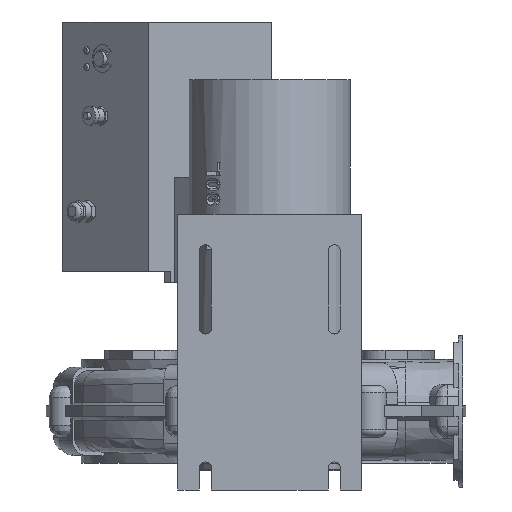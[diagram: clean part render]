
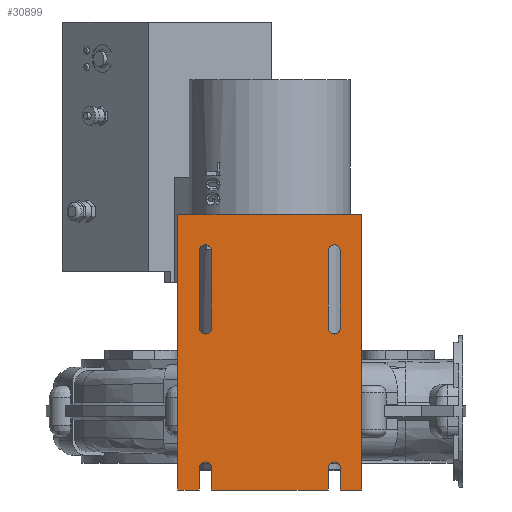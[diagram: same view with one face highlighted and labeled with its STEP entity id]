
A CAD part, front view. The second image highlights one B-rep face of the part: STEP entity #30899.
In plain terms, the highlighted planar face has unit normal (0, -1, 0).
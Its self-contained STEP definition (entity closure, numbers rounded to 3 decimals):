
#30411=CARTESIAN_POINT('',(76.5,-305.,6.));
#30412=VERTEX_POINT('',#30411);
#30413=CARTESIAN_POINT('',(63.5,-305.,6.));
#30414=VERTEX_POINT('',#30413);
#30415=CARTESIAN_POINT('',(70.,-305.,6.));
#30416=DIRECTION('',(0.0,1.0,0.0));
#30417=DIRECTION('',(1.0,0.0,0.0));
#30418=AXIS2_PLACEMENT_3D('',#30415,#30416,#30417);
#30419=CIRCLE('',#30418,6.5);
#30420=EDGE_CURVE('',#30412,#30414,#30419,.T.);
#30443=CARTESIAN_POINT('',(63.5,-305.,90.0));
#30444=VERTEX_POINT('',#30443);
#30445=CARTESIAN_POINT('',(63.5,-305.,6.));
#30446=DIRECTION('',(0.0,0.0,1.0));
#30447=VECTOR('',#30446,84.0);
#30448=LINE('',#30445,#30447);
#30449=EDGE_CURVE('',#30414,#30444,#30448,.T.);
#30467=CARTESIAN_POINT('',(76.5,-305.,90.0));
#30468=VERTEX_POINT('',#30467);
#30469=CARTESIAN_POINT('',(70.,-305.,90.0));
#30470=DIRECTION('',(0.0,1.0,0.0));
#30471=DIRECTION('',(-1.0,0.0,0.0));
#30472=AXIS2_PLACEMENT_3D('',#30469,#30470,#30471);
#30473=CIRCLE('',#30472,6.5);
#30474=EDGE_CURVE('',#30444,#30468,#30473,.T.);
#30492=CARTESIAN_POINT('',(76.5,-305.,90.0));
#30493=DIRECTION('',(0.0,0.0,-1.0));
#30494=VECTOR('',#30493,84.0);
#30495=LINE('',#30492,#30494);
#30496=EDGE_CURVE('',#30468,#30412,#30495,.T.);
#30509=CARTESIAN_POINT('',(-76.5,-305.,90.0));
#30510=VERTEX_POINT('',#30509);
#30511=CARTESIAN_POINT('',(-63.5,-305.,90.0));
#30512=VERTEX_POINT('',#30511);
#30513=CARTESIAN_POINT('',(-70.,-305.,90.0));
#30514=DIRECTION('',(0.0,1.0,0.0));
#30515=DIRECTION('',(1.0,0.0,0.0));
#30516=AXIS2_PLACEMENT_3D('',#30513,#30514,#30515);
#30517=CIRCLE('',#30516,6.5);
#30518=EDGE_CURVE('',#30510,#30512,#30517,.T.);
#30541=CARTESIAN_POINT('',(-63.5,-305.,6.));
#30542=VERTEX_POINT('',#30541);
#30543=CARTESIAN_POINT('',(-63.5,-305.,90.0));
#30544=DIRECTION('',(0.0,0.0,-1.0));
#30545=VECTOR('',#30544,84.0);
#30546=LINE('',#30543,#30545);
#30547=EDGE_CURVE('',#30512,#30542,#30546,.T.);
#30565=CARTESIAN_POINT('',(-76.5,-305.,6.));
#30566=VERTEX_POINT('',#30565);
#30567=CARTESIAN_POINT('',(-70.,-305.,6.));
#30568=DIRECTION('',(0.0,1.0,0.0));
#30569=DIRECTION('',(-1.0,0.0,0.0));
#30570=AXIS2_PLACEMENT_3D('',#30567,#30568,#30569);
#30571=CIRCLE('',#30570,6.5);
#30572=EDGE_CURVE('',#30542,#30566,#30571,.T.);
#30590=CARTESIAN_POINT('',(-76.5,-305.,6.));
#30591=DIRECTION('',(0.0,0.0,1.0));
#30592=VECTOR('',#30591,84.0);
#30593=LINE('',#30590,#30592);
#30594=EDGE_CURVE('',#30566,#30510,#30593,.T.);
#30607=CARTESIAN_POINT('',(100.,-305.,-170.0));
#30608=VERTEX_POINT('',#30607);
#30609=CARTESIAN_POINT('',(76.5,-305.,-170.0));
#30610=VERTEX_POINT('',#30609);
#30611=CARTESIAN_POINT('',(100.,-305.,-170.0));
#30612=DIRECTION('',(-1.0,0.0,0.0));
#30613=VECTOR('',#30612,23.5);
#30614=LINE('',#30611,#30613);
#30615=EDGE_CURVE('',#30608,#30610,#30614,.T.);
#30638=CARTESIAN_POINT('',(76.5,-305.,-146.0));
#30639=VERTEX_POINT('',#30638);
#30640=CARTESIAN_POINT('',(76.5,-305.,-170.0));
#30641=DIRECTION('',(0.0,0.0,1.0));
#30642=VECTOR('',#30641,24.0);
#30643=LINE('',#30640,#30642);
#30644=EDGE_CURVE('',#30610,#30639,#30643,.T.);
#30662=CARTESIAN_POINT('',(63.5,-305.,-146.0));
#30663=VERTEX_POINT('',#30662);
#30664=CARTESIAN_POINT('',(70.,-305.,-146.0));
#30665=DIRECTION('',(0.0,-1.0,0.0));
#30666=DIRECTION('',(-1.0,0.0,0.0));
#30667=AXIS2_PLACEMENT_3D('',#30664,#30665,#30666);
#30668=CIRCLE('',#30667,6.5);
#30669=EDGE_CURVE('',#30639,#30663,#30668,.T.);
#30687=CARTESIAN_POINT('',(63.5,-305.,-170.0));
#30688=VERTEX_POINT('',#30687);
#30689=CARTESIAN_POINT('',(63.5,-305.,-146.0));
#30690=DIRECTION('',(0.0,0.0,-1.0));
#30691=VECTOR('',#30690,24.0);
#30692=LINE('',#30689,#30691);
#30693=EDGE_CURVE('',#30663,#30688,#30692,.T.);
#30711=CARTESIAN_POINT('',(-63.5,-305.,-170.0));
#30712=VERTEX_POINT('',#30711);
#30713=CARTESIAN_POINT('',(63.5,-305.,-170.0));
#30714=DIRECTION('',(-1.0,0.0,0.0));
#30715=VECTOR('',#30714,127.0);
#30716=LINE('',#30713,#30715);
#30717=EDGE_CURVE('',#30688,#30712,#30716,.T.);
#30735=CARTESIAN_POINT('',(-63.5,-305.,-146.0));
#30736=VERTEX_POINT('',#30735);
#30737=CARTESIAN_POINT('',(-63.5,-305.,-170.0));
#30738=DIRECTION('',(0.0,0.0,1.0));
#30739=VECTOR('',#30738,24.0);
#30740=LINE('',#30737,#30739);
#30741=EDGE_CURVE('',#30712,#30736,#30740,.T.);
#30759=CARTESIAN_POINT('',(-76.5,-305.,-146.0));
#30760=VERTEX_POINT('',#30759);
#30761=CARTESIAN_POINT('',(-70.,-305.,-146.0));
#30762=DIRECTION('',(0.0,-1.0,0.0));
#30763=DIRECTION('',(-1.0,0.0,0.0));
#30764=AXIS2_PLACEMENT_3D('',#30761,#30762,#30763);
#30765=CIRCLE('',#30764,6.5);
#30766=EDGE_CURVE('',#30736,#30760,#30765,.T.);
#30784=CARTESIAN_POINT('',(-76.5,-305.,-170.0));
#30785=VERTEX_POINT('',#30784);
#30786=CARTESIAN_POINT('',(-76.5,-305.,-146.0));
#30787=DIRECTION('',(0.0,0.0,-1.0));
#30788=VECTOR('',#30787,24.0);
#30789=LINE('',#30786,#30788);
#30790=EDGE_CURVE('',#30760,#30785,#30789,.T.);
#30808=CARTESIAN_POINT('',(-100.,-305.,-170.));
#30809=VERTEX_POINT('',#30808);
#30810=CARTESIAN_POINT('',(-76.5,-305.,-170.0));
#30811=DIRECTION('',(-1.0,0.0,0.0));
#30812=VECTOR('',#30811,23.5);
#30813=LINE('',#30810,#30812);
#30814=EDGE_CURVE('',#30785,#30809,#30813,.T.);
#30832=CARTESIAN_POINT('',(-100.,-305.,130.0));
#30833=VERTEX_POINT('',#30832);
#30834=CARTESIAN_POINT('',(100.,-305.,130.0));
#30835=VERTEX_POINT('',#30834);
#30836=CARTESIAN_POINT('',(-100.,-305.,130.0));
#30837=DIRECTION('',(1.0,0.0,0.0));
#30838=VECTOR('',#30837,200.0);
#30839=LINE('',#30836,#30838);
#30840=EDGE_CURVE('',#30833,#30835,#30839,.T.);
#30858=CARTESIAN_POINT('',(0.,-305.,-32.911));
#30859=DIRECTION('',(0.0,1.0,0.0));
#30860=DIRECTION('',(0.0,0.0,-1.0));
#30861=AXIS2_PLACEMENT_3D('',#30858,#30859,#30860);
#30862=PLANE('',#30861);
#30863=CARTESIAN_POINT('',(100.,-305.,130.0));
#30864=DIRECTION('',(0.0,0.0,-1.0));
#30865=VECTOR('',#30864,300.0);
#30866=LINE('',#30863,#30865);
#30867=EDGE_CURVE('',#30835,#30608,#30866,.T.);
#30868=ORIENTED_EDGE('',*,*,#30867,.F.);
#30869=ORIENTED_EDGE('',*,*,#30840,.F.);
#30870=CARTESIAN_POINT('',(-100.,-305.,-170.));
#30871=DIRECTION('',(0.0,0.0,1.0));
#30872=VECTOR('',#30871,300.);
#30873=LINE('',#30870,#30872);
#30874=EDGE_CURVE('',#30809,#30833,#30873,.T.);
#30875=ORIENTED_EDGE('',*,*,#30874,.F.);
#30876=ORIENTED_EDGE('',*,*,#30814,.F.);
#30877=ORIENTED_EDGE('',*,*,#30790,.F.);
#30878=ORIENTED_EDGE('',*,*,#30766,.F.);
#30879=ORIENTED_EDGE('',*,*,#30741,.F.);
#30880=ORIENTED_EDGE('',*,*,#30717,.F.);
#30881=ORIENTED_EDGE('',*,*,#30693,.F.);
#30882=ORIENTED_EDGE('',*,*,#30669,.F.);
#30883=ORIENTED_EDGE('',*,*,#30644,.F.);
#30884=ORIENTED_EDGE('',*,*,#30615,.F.);
#30885=EDGE_LOOP('',(#30868,#30869,#30875,#30876,#30877,#30878,#30879,#30880,#30881,#30882,#30883,#30884));
#30886=FACE_OUTER_BOUND('',#30885,.T.);
#30887=ORIENTED_EDGE('',*,*,#30420,.T.);
#30888=ORIENTED_EDGE('',*,*,#30449,.T.);
#30889=ORIENTED_EDGE('',*,*,#30474,.T.);
#30890=ORIENTED_EDGE('',*,*,#30496,.T.);
#30891=EDGE_LOOP('',(#30887,#30888,#30889,#30890));
#30892=FACE_BOUND('',#30891,.T.);
#30893=ORIENTED_EDGE('',*,*,#30518,.T.);
#30894=ORIENTED_EDGE('',*,*,#30547,.T.);
#30895=ORIENTED_EDGE('',*,*,#30572,.T.);
#30896=ORIENTED_EDGE('',*,*,#30594,.T.);
#30897=EDGE_LOOP('',(#30893,#30894,#30895,#30896));
#30898=FACE_BOUND('',#30897,.T.);
#30899=ADVANCED_FACE('',(#30886,#30892,#30898),#30862,.F.);
